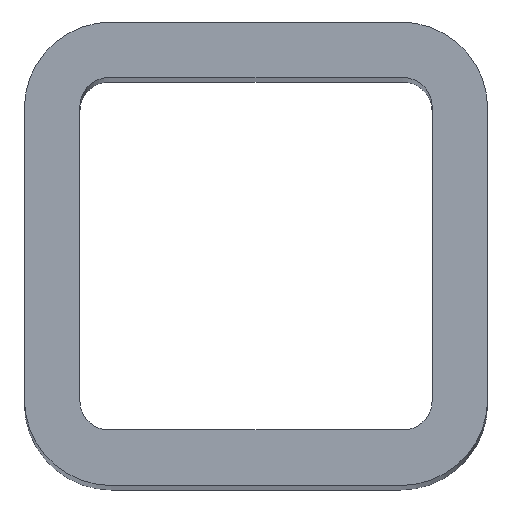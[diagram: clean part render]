
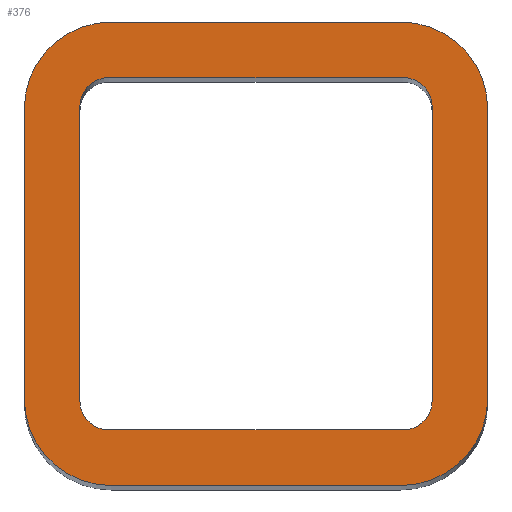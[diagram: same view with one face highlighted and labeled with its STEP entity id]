
A CAD part, top view. The second image highlights one B-rep face of the part: STEP entity #376.
In plain terms, the highlighted planar face has unit normal (0, 0, 1).
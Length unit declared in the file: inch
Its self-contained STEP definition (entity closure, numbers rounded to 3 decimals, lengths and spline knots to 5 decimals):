
#28=FACE_BOUND('',#66,.T.);
#42=FACE_OUTER_BOUND('',#65,.T.);
#65=EDGE_LOOP('',(#303,#304,#305,#306,#307,#308,#309,#310));
#66=EDGE_LOOP('',(#311,#312,#313,#314,#315,#316,#317,#318));
#91=LINE('',#591,#123);
#95=LINE('',#600,#127);
#98=LINE('',#610,#130);
#100=LINE('',#616,#132);
#101=LINE('',#622,#133);
#102=LINE('',#626,#134);
#103=LINE('',#630,#135);
#104=LINE('',#634,#136);
#123=VECTOR('',#471,0.624);
#127=VECTOR('',#481,0.624);
#130=VECTOR('',#492,0.624);
#132=VECTOR('',#500,0.624);
#133=VECTOR('',#505,0.635);
#134=VECTOR('',#508,0.635);
#135=VECTOR('',#511,0.635);
#136=VECTOR('',#514,0.635);
#153=CIRCLE('',#405,0.188);
#154=CIRCLE('',#408,0.188);
#156=CIRCLE('',#412,0.188);
#157=CIRCLE('',#415,0.188);
#159=CIRCLE('',#419,0.0625);
#160=CIRCLE('',#420,0.0625);
#161=CIRCLE('',#421,0.0625);
#162=CIRCLE('',#422,0.0625);
#181=VERTEX_POINT('',#584);
#182=VERTEX_POINT('',#586);
#183=VERTEX_POINT('',#590);
#184=VERTEX_POINT('',#594);
#185=VERTEX_POINT('',#598);
#187=VERTEX_POINT('',#604);
#188=VERTEX_POINT('',#608);
#189=VERTEX_POINT('',#612);
#191=VERTEX_POINT('',#620);
#192=VERTEX_POINT('',#621);
#193=VERTEX_POINT('',#623);
#194=VERTEX_POINT('',#625);
#195=VERTEX_POINT('',#627);
#196=VERTEX_POINT('',#629);
#197=VERTEX_POINT('',#631);
#198=VERTEX_POINT('',#633);
#218=EDGE_CURVE('',#181,#182,#153,.T.);
#220=EDGE_CURVE('',#182,#183,#91,.T.);
#222=EDGE_CURVE('',#183,#184,#154,.T.);
#225=EDGE_CURVE('',#184,#185,#95,.T.);
#227=EDGE_CURVE('',#185,#187,#156,.T.);
#230=EDGE_CURVE('',#187,#188,#98,.T.);
#231=EDGE_CURVE('',#188,#189,#157,.T.);
#233=EDGE_CURVE('',#189,#181,#100,.T.);
#235=EDGE_CURVE('',#191,#192,#101,.T.);
#236=EDGE_CURVE('',#193,#191,#159,.T.);
#237=EDGE_CURVE('',#194,#193,#102,.T.);
#238=EDGE_CURVE('',#195,#194,#160,.T.);
#239=EDGE_CURVE('',#196,#195,#103,.T.);
#240=EDGE_CURVE('',#197,#196,#161,.T.);
#241=EDGE_CURVE('',#198,#197,#104,.T.);
#242=EDGE_CURVE('',#192,#198,#162,.T.);
#303=ORIENTED_EDGE('',*,*,#218,.F.);
#304=ORIENTED_EDGE('',*,*,#233,.F.);
#305=ORIENTED_EDGE('',*,*,#231,.F.);
#306=ORIENTED_EDGE('',*,*,#230,.F.);
#307=ORIENTED_EDGE('',*,*,#227,.F.);
#308=ORIENTED_EDGE('',*,*,#225,.F.);
#309=ORIENTED_EDGE('',*,*,#222,.F.);
#310=ORIENTED_EDGE('',*,*,#220,.F.);
#311=ORIENTED_EDGE('',*,*,#235,.F.);
#312=ORIENTED_EDGE('',*,*,#236,.F.);
#313=ORIENTED_EDGE('',*,*,#237,.F.);
#314=ORIENTED_EDGE('',*,*,#238,.F.);
#315=ORIENTED_EDGE('',*,*,#239,.F.);
#316=ORIENTED_EDGE('',*,*,#240,.F.);
#317=ORIENTED_EDGE('',*,*,#241,.F.);
#318=ORIENTED_EDGE('',*,*,#242,.F.);
#362=PLANE('',#418);
#376=ADVANCED_FACE('',(#42,#28),#362,.T.);
#405=AXIS2_PLACEMENT_3D('',#587,#466,#467);
#408=AXIS2_PLACEMENT_3D('',#595,#475,#476);
#412=AXIS2_PLACEMENT_3D('',#605,#486,#487);
#415=AXIS2_PLACEMENT_3D('',#613,#495,#496);
#418=AXIS2_PLACEMENT_3D('',#619,#503,#504);
#419=AXIS2_PLACEMENT_3D('',#624,#506,#507);
#420=AXIS2_PLACEMENT_3D('',#628,#509,#510);
#421=AXIS2_PLACEMENT_3D('',#632,#512,#513);
#422=AXIS2_PLACEMENT_3D('',#635,#515,#516);
#466=DIRECTION('center_axis',(0.,0.,-1.));
#467=DIRECTION('ref_axis',(-1.,0.,0.));
#471=DIRECTION('',(1.,0.,0.));
#475=DIRECTION('center_axis',(0.,0.,-1.));
#476=DIRECTION('ref_axis',(0.,1.,0.));
#481=DIRECTION('',(0.,-1.,0.));
#486=DIRECTION('center_axis',(0.,0.,-1.));
#487=DIRECTION('ref_axis',(1.,0.,0.));
#492=DIRECTION('',(-1.,0.,0.));
#495=DIRECTION('center_axis',(0.,0.,-1.));
#496=DIRECTION('ref_axis',(0.,-1.,0.));
#500=DIRECTION('',(0.,1.,0.));
#503=DIRECTION('center_axis',(0.,0.,1.));
#504=DIRECTION('ref_axis',(1.,0.,0.));
#505=DIRECTION('',(0.,-1.,0.));
#506=DIRECTION('center_axis',(0.,0.,1.));
#507=DIRECTION('ref_axis',(0.,1.,0.));
#508=DIRECTION('',(-1.,0.,0.));
#509=DIRECTION('center_axis',(0.,0.,1.));
#510=DIRECTION('ref_axis',(1.,0.,0.));
#511=DIRECTION('',(0.,1.,0.));
#512=DIRECTION('center_axis',(0.,0.,1.));
#513=DIRECTION('ref_axis',(0.,-1.,0.));
#514=DIRECTION('',(1.,0.,0.));
#515=DIRECTION('center_axis',(0.,0.,1.));
#516=DIRECTION('ref_axis',(-1.,0.,0.));
#584=CARTESIAN_POINT('',(0.,0.812,5.5));
#586=CARTESIAN_POINT('',(0.188,1.,5.5));
#587=CARTESIAN_POINT('Origin',(0.188,0.812,5.5));
#590=CARTESIAN_POINT('',(0.812,1.,5.5));
#591=CARTESIAN_POINT('',(0.188,1.,5.5));
#594=CARTESIAN_POINT('',(1.,0.812,5.5));
#595=CARTESIAN_POINT('Origin',(0.812,0.812,5.5));
#598=CARTESIAN_POINT('',(1.,0.188,5.5));
#600=CARTESIAN_POINT('',(1.,0.812,5.5));
#604=CARTESIAN_POINT('',(0.812,0.,5.5));
#605=CARTESIAN_POINT('Origin',(0.812,0.188,5.5));
#608=CARTESIAN_POINT('',(0.188,0.,5.5));
#610=CARTESIAN_POINT('',(0.812,0.,5.5));
#612=CARTESIAN_POINT('',(0.,0.188,5.5));
#613=CARTESIAN_POINT('Origin',(0.188,0.188,5.5));
#616=CARTESIAN_POINT('',(0.,0.188,5.5));
#619=CARTESIAN_POINT('Origin',(0.,0.,5.5));
#620=CARTESIAN_POINT('',(0.12,0.8175,5.5));
#621=CARTESIAN_POINT('',(0.12,0.1825,5.5));
#622=CARTESIAN_POINT('',(0.12,0.8175,5.5));
#623=CARTESIAN_POINT('',(0.1825,0.88,5.5));
#624=CARTESIAN_POINT('Origin',(0.1825,0.8175,5.5));
#625=CARTESIAN_POINT('',(0.8175,0.88,5.5));
#626=CARTESIAN_POINT('',(0.8175,0.88,5.5));
#627=CARTESIAN_POINT('',(0.88,0.8175,5.5));
#628=CARTESIAN_POINT('Origin',(0.8175,0.8175,5.5));
#629=CARTESIAN_POINT('',(0.88,0.1825,5.5));
#630=CARTESIAN_POINT('',(0.88,0.1825,5.5));
#631=CARTESIAN_POINT('',(0.8175,0.12,5.5));
#632=CARTESIAN_POINT('Origin',(0.8175,0.1825,5.5));
#633=CARTESIAN_POINT('',(0.1825,0.12,5.5));
#634=CARTESIAN_POINT('',(0.1825,0.12,5.5));
#635=CARTESIAN_POINT('Origin',(0.1825,0.1825,5.5));
